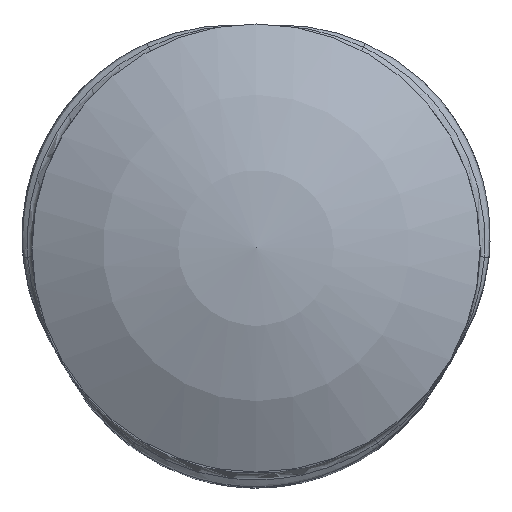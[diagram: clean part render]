
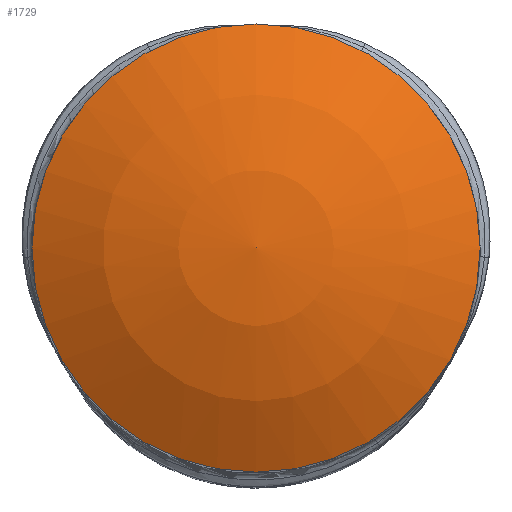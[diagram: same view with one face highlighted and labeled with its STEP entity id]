
A CAD part, top view. The second image highlights one B-rep face of the part: STEP entity #1729.
In plain terms, the highlighted spherical face has radius 3 mm.
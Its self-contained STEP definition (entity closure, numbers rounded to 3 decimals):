
#1475=SPHERICAL_SURFACE('',#6385,3.);
#1479=FACE_OUTER_BOUND('',#2127,.T.);
#1729=ADVANCED_FACE('',(#1479),#1475,.T.);
#2127=EDGE_LOOP('',(#2496));
#2496=ORIENTED_EDGE('',*,*,#4160,.F.);
#3756=VERTEX_POINT('',#8438);
#4160=EDGE_CURVE('',#3756,#3756,#4976,.T.);
#4976=CIRCLE('',#6380,1.5);
#6380=AXIS2_PLACEMENT_3D('',#8437,#6923,#6924);
#6385=AXIS2_PLACEMENT_3D('',#8614,#6933,#6934);
#6923=DIRECTION('',(0.,0.,-1.));
#6924=DIRECTION('',(0.,1.,0.));
#6933=DIRECTION('',(0.,0.,-1.));
#6934=DIRECTION('',(0.,-1.,0.));
#8437=CARTESIAN_POINT('',(0.,0.,13.196));
#8438=CARTESIAN_POINT('',(0.,1.5,13.196));
#8614=CARTESIAN_POINT('',(0.,0.,10.598));
